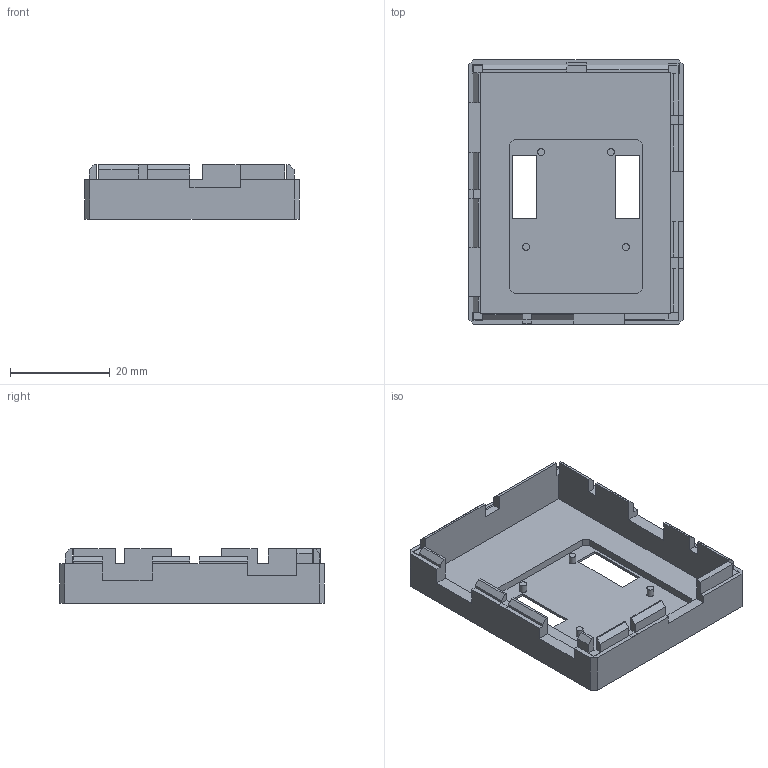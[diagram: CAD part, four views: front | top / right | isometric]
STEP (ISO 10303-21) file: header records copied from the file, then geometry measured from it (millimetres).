
FILE_DESCRIPTION(('FreeCAD Model'),'2;1');
FILE_NAME('screen_intan_holder_bottom.step','2020-07-10T22:09:12',('Author'),(''), 'Open CASCADE STEP processor 7.4','FreeCAD','Unknown');
FILE_SCHEMA(('AUTOMOTIVE_DESIGN { 1 0 10303 214 1 1 1 1 }'));
Length unit declared in the file: millimetre
Products named in the file (1): Chamfer001
Bounding box: 43 x 53 x 11 mm (x, y, z)
Volume: 6043.4 mm3; surface area: 7620.4 mm2
Topology: 1 solids, 1 shells, 132 faces, 359 edges, 234 vertices
Faces by surface type: plane 128, cylinder 4
Full cylindrical faces by diameter (mm): 1.4 x4
Entity records: 8545 total; most frequent: CARTESIAN_POINT 1694, DIRECTION 1121, LINE 835, VECTOR 835, ORIENTED_EDGE 718, PCURVE 718, DEFINITIONAL_REPRESENTATION 718, EDGE_CURVE 359
